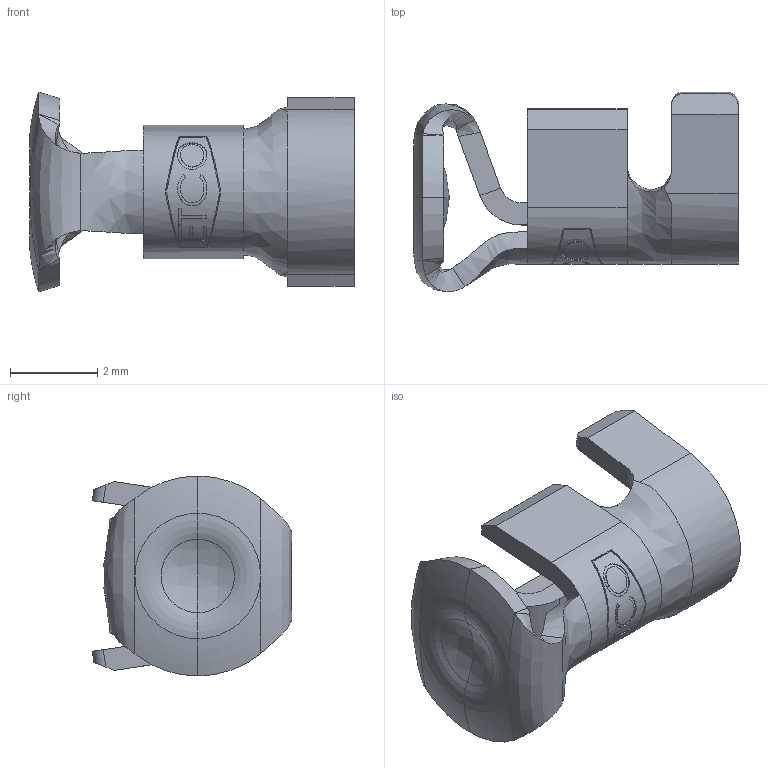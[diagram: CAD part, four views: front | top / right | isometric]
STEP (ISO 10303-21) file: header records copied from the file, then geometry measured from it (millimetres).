
FILE_DESCRIPTION (( 'STEP AP203' ), '1' );
FILE_NAME ('LS12.STEP', '2019-11-20T14:36:15', ( 'tempuser' ), ( 'Microsoft' ), 'SwSTEP 2.0', 'SolidWorks 2019', '' );
FILE_SCHEMA (( 'CONFIG_CONTROL_DESIGN' ));
Length unit declared in the file: inch
Products named in the file (1): LS12
Bounding box: 7.42 x 4.56 x 4.57 mm (x, y, z)
Volume: 30.8 mm3; surface area: 156.9 mm2
Topology: 1 solids, 1 shells, 176 faces, 490 edges, 319 vertices
Faces by surface type: plane 74, bspline 59, cylinder 20, torus 10, cone 9, sphere 4
Entity records: 9150 total; most frequent: CARTESIAN_POINT 5228, ORIENTED_EDGE 972, DIRECTION 529, EDGE_CURVE 486, VERTEX_POINT 319, B_SPLINE_CURVE_WITH_KNOTS 255, AXIS2_PLACEMENT_3D 184, EDGE_LOOP 183
